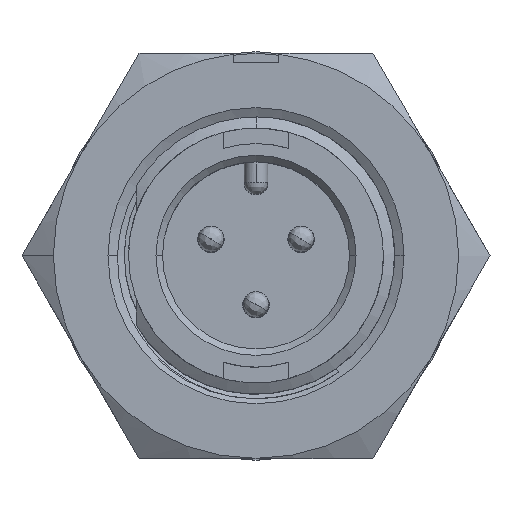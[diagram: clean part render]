
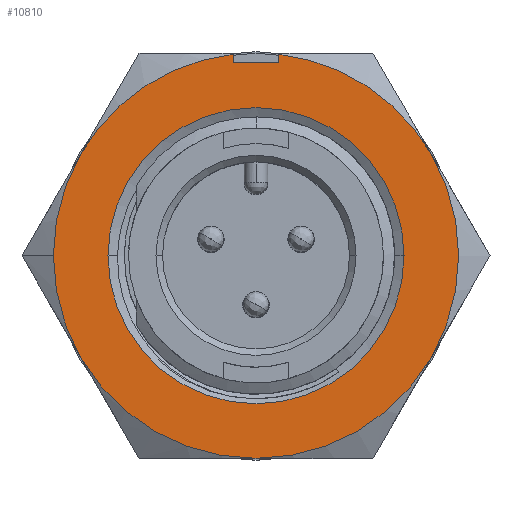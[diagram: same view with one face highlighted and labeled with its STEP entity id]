
A CAD part, top view. The second image highlights one B-rep face of the part: STEP entity #10810.
In plain terms, the highlighted planar face has unit normal (0, 0, 1).
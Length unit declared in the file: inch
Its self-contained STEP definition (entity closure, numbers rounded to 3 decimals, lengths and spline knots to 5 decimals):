
#338 = EDGE_LOOP ( 'NONE', ( #7726, #7604, #7614, #7628, #7842, #7634, #7754, #7533, #7550, #8020 ) ) ;
#339 = EDGE_LOOP ( 'NONE', ( #7918, #7897 ) ) ;
#481 = AXIS2_PLACEMENT_3D ( 'NONE', #2795, #2796, #2797 ) ;
#595 = VECTOR ( 'NONE', #8634, 39.37008 ) ;
#629 = VECTOR ( 'NONE', #8213, 39.37008 ) ;
#635 = VECTOR ( 'NONE', #3736, 39.37008 ) ;
#698 = FACE_BOUND ( 'NONE', #339, .T. ) ;
#743 = AXIS2_PLACEMENT_3D ( 'NONE', #5331, #5333, #5332 ) ;
#967 = FACE_OUTER_BOUND ( 'NONE', #338, .T. ) ;
#1018 = AXIS2_PLACEMENT_3D ( 'NONE', #5457, #5458, #5459 ) ;
#1021 = AXIS2_PLACEMENT_3D ( 'NONE', #5488, #5489, #5490 ) ;
#1042 = AXIS2_PLACEMENT_3D ( 'NONE', #5857, #5861, #5862 ) ;
#1056 = AXIS2_PLACEMENT_3D ( 'NONE', #5512, #5513, #5514 ) ;
#1062 = AXIS2_PLACEMENT_3D ( 'NONE', #5497, #5498, #5499 ) ;
#1074 = AXIS2_PLACEMENT_3D ( 'NONE', #5851, #5855, #5856 ) ;
#1076 = AXIS2_PLACEMENT_3D ( 'NONE', #5658, #5659, #5660 ) ;
#1079 = AXIS2_PLACEMENT_3D ( 'NONE', #5476, #5477, #5478 ) ;
#2795 = CARTESIAN_POINT ( 'NONE',  ( 0., 0., 0.293 ) ) ;
#2796 = DIRECTION ( 'NONE',  ( 0., 0., -1. ) ) ;
#2797 = DIRECTION ( 'NONE',  ( -1., 0., 0. ) ) ;
#3736 = DIRECTION ( 'NONE',  ( 0., 1., 0. ) ) ;
#3740 = CARTESIAN_POINT ( 'NONE',  ( -0.035, 0.35188, 0.293 ) ) ;
#3770 = LINE ( 'NONE', #3740, #635 ) ;
#3838 = CARTESIAN_POINT ( 'NONE',  ( -0.035, 0.30802, 0.293 ) ) ;
#3935 = CARTESIAN_POINT ( 'NONE',  ( 0.035, 0.295, 0.293 ) ) ;
#4128 = CARTESIAN_POINT ( 'NONE',  ( 0.26847, -0.155, 0.293 ) ) ;
#4137 = CARTESIAN_POINT ( 'NONE',  ( 0., -0.31, 0.293 ) ) ;
#5331 = CARTESIAN_POINT ( 'NONE',  ( 0., -0.62, 0.293 ) ) ;
#5332 = DIRECTION ( 'NONE',  ( -1., 0., 0. ) ) ;
#5333 = DIRECTION ( 'NONE',  ( 0., 0., -1. ) ) ;
#5346 = PLANE ( 'NONE',  #743 ) ;
#5457 = CARTESIAN_POINT ( 'NONE',  ( 0., 0., 0.293 ) ) ;
#5458 = DIRECTION ( 'NONE',  ( 0., 0., -1. ) ) ;
#5459 = DIRECTION ( 'NONE',  ( 0., 1., 0. ) ) ;
#5476 = CARTESIAN_POINT ( 'NONE',  ( 0., 0., 0.293 ) ) ;
#5477 = DIRECTION ( 'NONE',  ( 0., 0., -1. ) ) ;
#5478 = DIRECTION ( 'NONE',  ( -1., 0., 0. ) ) ;
#5488 = CARTESIAN_POINT ( 'NONE',  ( 0., 0., 0.293 ) ) ;
#5489 = DIRECTION ( 'NONE',  ( 0., 0., -1. ) ) ;
#5490 = DIRECTION ( 'NONE',  ( -1., 0., 0. ) ) ;
#5497 = CARTESIAN_POINT ( 'NONE',  ( 0., 0., 0.293 ) ) ;
#5498 = DIRECTION ( 'NONE',  ( 0., 0., -1. ) ) ;
#5499 = DIRECTION ( 'NONE',  ( -1., 0., 0. ) ) ;
#5512 = CARTESIAN_POINT ( 'NONE',  ( 0., 0., 0.293 ) ) ;
#5513 = DIRECTION ( 'NONE',  ( 0., 0., -1. ) ) ;
#5514 = DIRECTION ( 'NONE',  ( -1., 0., 0. ) ) ;
#5658 = CARTESIAN_POINT ( 'NONE',  ( 0., 0., 0.293 ) ) ;
#5659 = DIRECTION ( 'NONE',  ( 0., 0., -1. ) ) ;
#5660 = DIRECTION ( 'NONE',  ( -1., 0., 0. ) ) ;
#5851 = CARTESIAN_POINT ( 'NONE',  ( 0., 0., 0.293 ) ) ;
#5855 = DIRECTION ( 'NONE',  ( 0., 0., 1. ) ) ;
#5856 = DIRECTION ( 'NONE',  ( 1., 0., 0. ) ) ;
#5857 = CARTESIAN_POINT ( 'NONE',  ( 0., 0., 0.293 ) ) ;
#5861 = DIRECTION ( 'NONE',  ( 0., 0., 1. ) ) ;
#5862 = DIRECTION ( 'NONE',  ( 1., 0., 0. ) ) ;
#7299 = VERTEX_POINT ( 'NONE', #7362 ) ;
#7347 = VERTEX_POINT ( 'NONE', #7886 ) ;
#7362 = CARTESIAN_POINT ( 'NONE',  ( 0.035, 0.30802, 0.293 ) ) ;
#7397 = VERTEX_POINT ( 'NONE', #7780 ) ;
#7404 = CARTESIAN_POINT ( 'NONE',  ( -0.26847, -0.155, 0.293 ) ) ;
#7492 = VERTEX_POINT ( 'NONE', #7570 ) ;
#7512 = CARTESIAN_POINT ( 'NONE',  ( 0.26847, 0.155, 0.293 ) ) ;
#7533 = ORIENTED_EDGE ( 'NONE', *, *, #11341, .F. ) ;
#7550 = ORIENTED_EDGE ( 'NONE', *, *, #11337, .F. ) ;
#7570 = CARTESIAN_POINT ( 'NONE',  ( 0.2265, 0., 0.293 ) ) ;
#7580 = VERTEX_POINT ( 'NONE', #7404 ) ;
#7604 = ORIENTED_EDGE ( 'NONE', *, *, #10678, .T. ) ;
#7614 = ORIENTED_EDGE ( 'NONE', *, *, #10626, .T. ) ;
#7628 = ORIENTED_EDGE ( 'NONE', *, *, #11351, .F. ) ;
#7634 = ORIENTED_EDGE ( 'NONE', *, *, #11021, .F. ) ;
#7688 = VERTEX_POINT ( 'NONE', #7933 ) ;
#7720 = VERTEX_POINT ( 'NONE', #7512 ) ;
#7726 = ORIENTED_EDGE ( 'NONE', *, *, #10713, .F. ) ;
#7740 = VERTEX_POINT ( 'NONE', #7946 ) ;
#7754 = ORIENTED_EDGE ( 'NONE', *, *, #11345, .F. ) ;
#7780 = CARTESIAN_POINT ( 'NONE',  ( -0.2265, 0., 0.293 ) ) ;
#7842 = ORIENTED_EDGE ( 'NONE', *, *, #11348, .F. ) ;
#7871 = VERTEX_POINT ( 'NONE', #4137 ) ;
#7872 = VERTEX_POINT ( 'NONE', #4128 ) ;
#7886 = CARTESIAN_POINT ( 'NONE',  ( -0.035, 0.295, 0.293 ) ) ;
#7897 = ORIENTED_EDGE ( 'NONE', *, *, #11412, .F. ) ;
#7918 = ORIENTED_EDGE ( 'NONE', *, *, #11410, .F. ) ;
#7933 = CARTESIAN_POINT ( 'NONE',  ( -0.26847, 0.155, 0.293 ) ) ;
#7946 = CARTESIAN_POINT ( 'NONE',  ( -0.31, 0., 0.293 ) ) ;
#7976 = VERTEX_POINT ( 'NONE', #3838 ) ;
#8010 = VERTEX_POINT ( 'NONE', #3935 ) ;
#8020 = ORIENTED_EDGE ( 'NONE', *, *, #11374, .F. ) ;
#8211 = LINE ( 'NONE', #8212, #629 ) ;
#8212 = CARTESIAN_POINT ( 'NONE',  ( -0.035, 0.295, 0.293 ) ) ;
#8213 = DIRECTION ( 'NONE',  ( -1., 0., 0. ) ) ;
#8632 = LINE ( 'NONE', #8633, #595 ) ;
#8633 = CARTESIAN_POINT ( 'NONE',  ( 0.035, -0.62, 0.293 ) ) ;
#8634 = DIRECTION ( 'NONE',  ( 0., 1., 0. ) ) ;
#10626 = EDGE_CURVE ( 'NONE', #7347, #7976, #3770, .T. ) ;
#10627 = CIRCLE ( 'NONE', #1062, 0.31 ) ;
#10678 = EDGE_CURVE ( 'NONE', #8010, #7347, #8211, .T. ) ;
#10713 = EDGE_CURVE ( 'NONE', #8010, #7299, #8632, .T. ) ;
#10810 = ADVANCED_FACE ( 'NONE', ( #967, #698 ), #5346, .F. ) ;
#10826 = CIRCLE ( 'NONE', #1042, 0.2265 ) ;
#10851 = CIRCLE ( 'NONE', #1074, 0.2265 ) ;
#10882 = CIRCLE ( 'NONE', #1079, 0.31 ) ;
#10886 = CIRCLE ( 'NONE', #1076, 0.31 ) ;
#10967 = CIRCLE ( 'NONE', #1056, 0.31 ) ;
#10976 = CIRCLE ( 'NONE', #1021, 0.31 ) ;
#11021 = EDGE_CURVE ( 'NONE', #7580, #7740, #11172, .T. ) ;
#11036 = CIRCLE ( 'NONE', #1018, 0.31 ) ;
#11172 = CIRCLE ( 'NONE', #481, 0.31 ) ;
#11337 = EDGE_CURVE ( 'NONE', #7720, #7872, #11036, .T. ) ;
#11341 = EDGE_CURVE ( 'NONE', #7872, #7871, #10882, .T. ) ;
#11345 = EDGE_CURVE ( 'NONE', #7871, #7580, #10976, .T. ) ;
#11348 = EDGE_CURVE ( 'NONE', #7740, #7688, #10627, .T. ) ;
#11351 = EDGE_CURVE ( 'NONE', #7688, #7976, #10967, .T. ) ;
#11374 = EDGE_CURVE ( 'NONE', #7299, #7720, #10886, .T. ) ;
#11410 = EDGE_CURVE ( 'NONE', #7492, #7397, #10851, .T. ) ;
#11412 = EDGE_CURVE ( 'NONE', #7397, #7492, #10826, .T. ) ;
